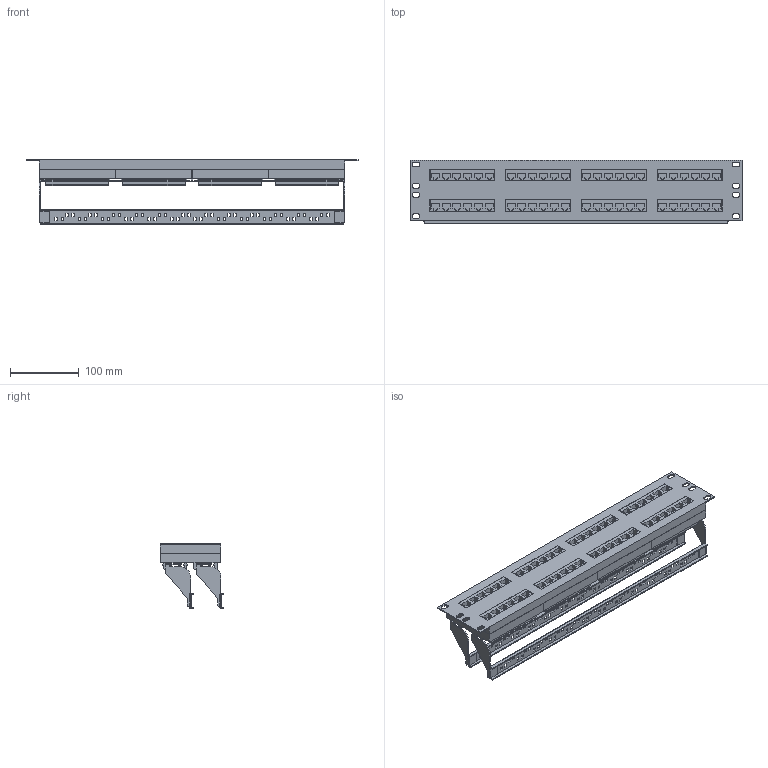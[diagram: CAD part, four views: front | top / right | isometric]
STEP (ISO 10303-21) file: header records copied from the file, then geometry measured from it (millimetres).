
FILE_DESCRIPTION (( 'STEP AP203' ), '1' );
FILE_NAME ('PP48-2UC6U-D05-1 ITK 2U ïàò÷-ïàíåëü êàò.6 UTP, 48 ïîðòîâ (Dual), ñ êàá. îðã-ì.STEP', '2016-09-07T07:28:52', ( '' ), ( '' ), 'SwSTEP 2.0', 'SolidWorks 2014', '' );
FILE_SCHEMA (( 'CONFIG_CONTROL_DESIGN' ));
Length unit declared in the file: millimetre
Products named in the file (2): PP48-2UC6U-D05-1 ITK 2U ïàò÷-ïàíåëü êàò.6 UTP, 48 ïîðòîâ (Dual), ñ êàá. îðã-ì
Bounding box: 482 x 92.75 x 93.15 mm (x, y, z)
Volume: 1150168.1 mm3; surface area: 239357.8 mm2
Topology: 3 solids, 3 shells, 1770 faces, 5136 edges, 3420 vertices
Faces by surface type: plane 1726, cylinder 44
Entity records: 57863 total; most frequent: CARTESIAN_POINT 10328, ORIENTED_EDGE 10272, DIRECTION 8768, EDGE_CURVE 5136, VECTOR 5048, LINE 5048, VERTEX_POINT 3420, EDGE_LOOP 2098
